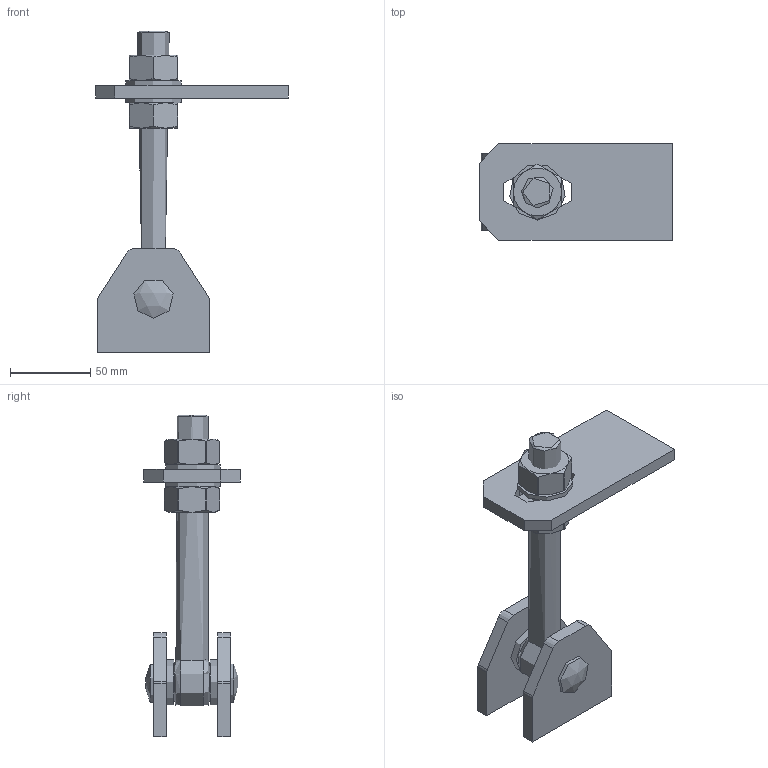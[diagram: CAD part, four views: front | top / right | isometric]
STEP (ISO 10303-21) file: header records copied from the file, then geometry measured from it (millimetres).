
FILE_DESCRIPTION (( 'STEP AP203' ), '1' );
FILE_NAME ('121-M20-C.step', '2021-07-29T11:59:35', ( '' ), ( '' ), 'SwSTEP 2.0', 'SolidWorks 2018', '' );
FILE_SCHEMA (( 'CONFIG_CONTROL_DESIGN' ));
Length unit declared in the file: millimetre
Products named in the file (22): 121-MXX-C Teil3; 121-MXX-C Teil1; 121-MXX-C Teil7_121-M20-C Teil7; 121-MXX-C Teil5_121-M20-C Teil5; 121-MXX-C Teil5; 121-MXX-C Teil6; 121-MXX-C Teil4; 121-MXX-C Teil2; 121-MXX-C Teil1_121-M20-C Teil1; 121-MXX-C Teil7; 121-MXX-C Teil2_121-M20-C Teil2; 121-MXX-C Teil3_121-M20-C Teil3; 121-MXX-C Teil6_121-M20-C Teil6; DIN 934 M4-M20; 121-M20-C; 121-MXX-C Teil4_121-M20-C Teil4; DIN 934 M4-M20_DIN 934 M20
Assembly tree (14 placements, depth 2):
  121-MXX-C Teil3
  121-MXX-C Teil1
  121-MXX-C Teil3
  121-MXX-C Teil5
  121-MXX-C Teil6
Bounding box: 120 x 60 x 200.5 mm (x, y, z)
Volume: 204218.1 mm3; surface area: 68265 mm2
Topology: 12 solids, 12 shells, 404 faces, 1034 edges, 684 vertices
Faces by surface type: plane 206, bspline 98, cylinder 62, cone 34, sphere 2, torus 2
Full cylindrical faces by diameter (mm): 8.5 x1, 10 x1, 16.8 x1, 17.2 x1, 17.5 x4, 20 x1, 20.5 x2, 24.5 x1, 25 x1, 28 x2, 35 x2
Entity records: 17340 total; most frequent: CARTESIAN_POINT 7475, ORIENTED_EDGE 1750, DIRECTION 1321, EDGE_CURVE 875, VERTEX_POINT 590, AXIS2_PLACEMENT_3D 445, VECTOR 431, LINE 431
